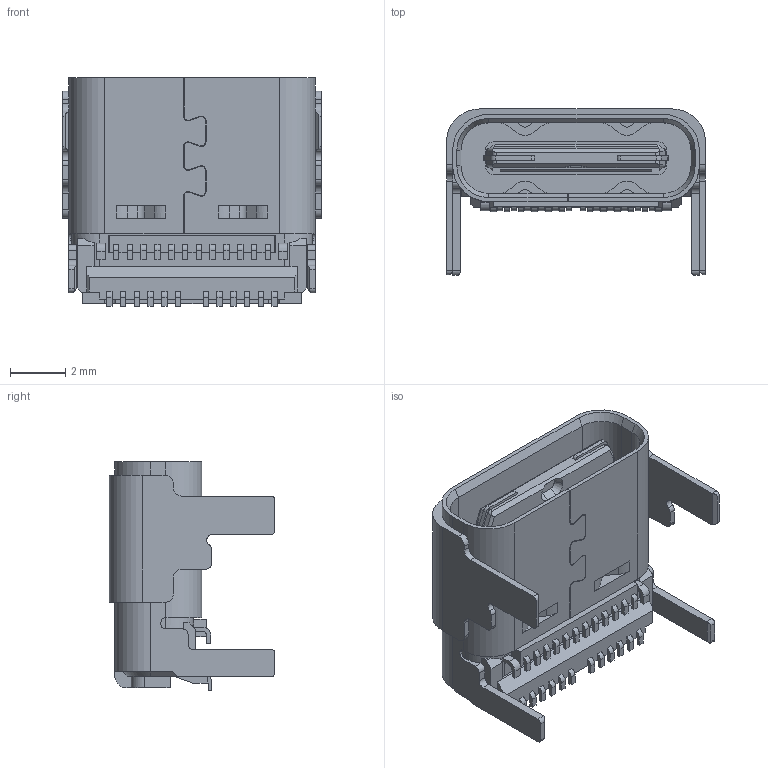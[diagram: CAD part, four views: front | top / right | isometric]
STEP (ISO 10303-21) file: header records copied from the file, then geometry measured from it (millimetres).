
FILE_DESCRIPTION( ( 'STEP AP214' ), '1' );
FILE_NAME( 'psolqas_1356_38.stp', '2020-05-05T18:25:22', ( 'License CC BY-ND 4.0' ), ( 'CADENAS' ), ' ', 'PARTsolutions', ' ' );
FILE_SCHEMA( ( 'AUTOMOTIVE_DESIGN { 1 0 10303 214 1 1 1 1 }' ) );
Length unit declared in the file: metre
Products named in the file (1): 1
Bounding box: 9.39 x 6.01 x 8.3 mm (x, y, z)
Volume: 160 mm3; surface area: 487 mm2
Topology: 1 solids, 1 shells, 657 faces, 1909 edges, 1256 vertices
Faces by surface type: plane 427, cylinder 200, cone 14, torus 8, bspline 8
Entity records: 21819 total; most frequent: CARTESIAN_POINT 4262, ORIENTED_EDGE 3818, DIRECTION 3548, EDGE_CURVE 1909, LINE 1376, VECTOR 1376, VERTEX_POINT 1256, AXIS2_PLACEMENT_3D 1086
